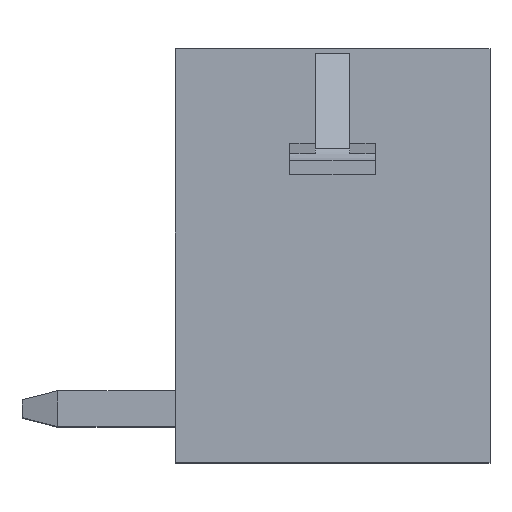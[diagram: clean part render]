
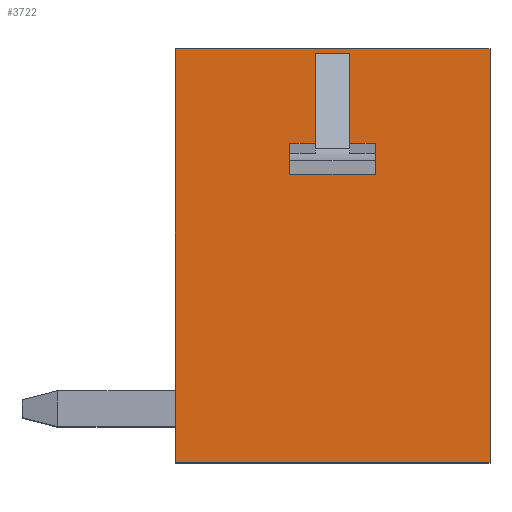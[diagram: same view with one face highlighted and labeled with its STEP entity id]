
A CAD part, top view. The second image highlights one B-rep face of the part: STEP entity #3722.
In plain terms, the highlighted planar face has unit normal (0, 0, 1).
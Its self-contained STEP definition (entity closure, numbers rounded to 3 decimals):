
#839=DIRECTION('',(1.,0.,0.));
#840=VECTOR('',#839,7.);
#841=CARTESIAN_POINT('',(-3.6,-3.853,0.));
#842=LINE('',#841,#840);
#843=DIRECTION('',(0.,-1.,0.));
#844=VECTOR('',#843,9.2);
#845=CARTESIAN_POINT('',(-3.6,5.347,0.));
#846=LINE('',#845,#844);
#847=DIRECTION('',(-1.,0.,0.));
#848=VECTOR('',#847,7.);
#849=CARTESIAN_POINT('',(3.4,5.347,0.));
#850=LINE('',#849,#848);
#851=DIRECTION('',(0.,1.,0.));
#852=VECTOR('',#851,9.2);
#853=CARTESIAN_POINT('',(3.4,-3.853,0.));
#854=LINE('',#853,#852);
#855=DIRECTION('',(0.,1.,0.));
#856=VECTOR('',#855,0.495);
#857=CARTESIAN_POINT('',(0.85,2.747,0.));
#858=LINE('',#857,#856);
#859=DIRECTION('',(-1.,0.,0.));
#860=VECTOR('',#859,0.76);
#861=CARTESIAN_POINT('',(0.28,5.244,0.));
#862=LINE('',#861,#860);
#863=DIRECTION('',(1.,0.,0.));
#864=VECTOR('',#863,0.57);
#865=CARTESIAN_POINT('',(-1.05,3.242,0.));
#866=LINE('',#865,#864);
#867=DIRECTION('',(0.,1.,0.));
#868=VECTOR('',#867,0.495);
#869=CARTESIAN_POINT('',(-1.05,2.747,0.));
#870=LINE('',#869,#868);
#871=DIRECTION('',(-1.,0.,0.));
#872=VECTOR('',#871,1.9);
#873=CARTESIAN_POINT('',(0.85,2.747,0.));
#874=LINE('',#873,#872);
#896=DIRECTION('',(-1.,0.,0.));
#897=VECTOR('',#896,0.57);
#898=CARTESIAN_POINT('',(0.85,3.242,0.));
#899=LINE('',#898,#897);
#900=DIRECTION('',(0.,-1.,0.));
#901=VECTOR('',#900,2.002);
#902=CARTESIAN_POINT('',(0.28,5.244,0.));
#903=LINE('',#902,#901);
#967=DIRECTION('',(0.,1.,0.));
#968=VECTOR('',#967,2.002);
#969=CARTESIAN_POINT('',(-0.48,3.242,0.));
#970=LINE('',#969,#968);
#2121=CARTESIAN_POINT('',(-3.6,-3.853,0.));
#2122=CARTESIAN_POINT('',(3.4,-3.853,0.));
#2123=VERTEX_POINT('',#2121);
#2124=VERTEX_POINT('',#2122);
#2125=CARTESIAN_POINT('',(3.4,5.347,0.));
#2126=VERTEX_POINT('',#2125);
#2127=CARTESIAN_POINT('',(-3.6,5.347,0.));
#2128=VERTEX_POINT('',#2127);
#2726=CARTESIAN_POINT('',(0.85,2.747,0.));
#2727=VERTEX_POINT('',#2726);
#2728=CARTESIAN_POINT('',(-1.05,2.747,0.));
#2729=VERTEX_POINT('',#2728);
#2731=CARTESIAN_POINT('',(-0.48,3.242,0.));
#2733=VERTEX_POINT('',#2731);
#2734=CARTESIAN_POINT('',(-0.48,5.244,0.));
#2735=VERTEX_POINT('',#2734);
#2736=CARTESIAN_POINT('',(-1.05,3.242,0.));
#2737=VERTEX_POINT('',#2736);
#2742=CARTESIAN_POINT('',(0.28,5.244,0.));
#2743=CARTESIAN_POINT('',(0.28,3.242,0.));
#2744=VERTEX_POINT('',#2742);
#2745=VERTEX_POINT('',#2743);
#2748=CARTESIAN_POINT('',(0.85,3.242,0.));
#2749=VERTEX_POINT('',#2748);
#3693=CARTESIAN_POINT('',(0.,0.,0.));
#3694=DIRECTION('',(0.,0.,1.));
#3695=DIRECTION('',(1.,0.,0.));
#3696=AXIS2_PLACEMENT_3D('',#3693,#3694,#3695);
#3697=PLANE('',#3696);
#3698=ORIENTED_EDGE('',*,*,#3369,.F.);
#3699=ORIENTED_EDGE('',*,*,#3251,.F.);
#3700=ORIENTED_EDGE('',*,*,#3053,.F.);
#3701=ORIENTED_EDGE('',*,*,#3467,.F.);
#3702=EDGE_LOOP('',(#3698,#3699,#3700,#3701));
#3703=FACE_OUTER_BOUND('',#3702,.F.);
#3705=ORIENTED_EDGE('',*,*,#3704,.T.);
#3707=ORIENTED_EDGE('',*,*,#3706,.T.);
#3709=ORIENTED_EDGE('',*,*,#3708,.F.);
#3711=ORIENTED_EDGE('',*,*,#3710,.T.);
#3713=ORIENTED_EDGE('',*,*,#3712,.F.);
#3715=ORIENTED_EDGE('',*,*,#3714,.F.);
#3717=ORIENTED_EDGE('',*,*,#3716,.F.);
#3719=ORIENTED_EDGE('',*,*,#3718,.F.);
#3720=EDGE_LOOP('',(#3705,#3707,#3709,#3711,#3713,#3715,#3717,#3719));
#3721=FACE_BOUND('',#3720,.F.);
#3053=EDGE_CURVE('',#2126,#2128,#850,.T.);
#3251=EDGE_CURVE('',#2128,#2123,#846,.T.);
#3369=EDGE_CURVE('',#2123,#2124,#842,.T.);
#3467=EDGE_CURVE('',#2124,#2126,#854,.T.);
#3704=EDGE_CURVE('',#2727,#2749,#858,.T.);
#3706=EDGE_CURVE('',#2749,#2745,#899,.T.);
#3708=EDGE_CURVE('',#2744,#2745,#903,.T.);
#3710=EDGE_CURVE('',#2744,#2735,#862,.T.);
#3712=EDGE_CURVE('',#2733,#2735,#970,.T.);
#3714=EDGE_CURVE('',#2737,#2733,#866,.T.);
#3716=EDGE_CURVE('',#2729,#2737,#870,.T.);
#3718=EDGE_CURVE('',#2727,#2729,#874,.T.);
#3722=ADVANCED_FACE('',(#3703,#3721),#3697,.T.);
